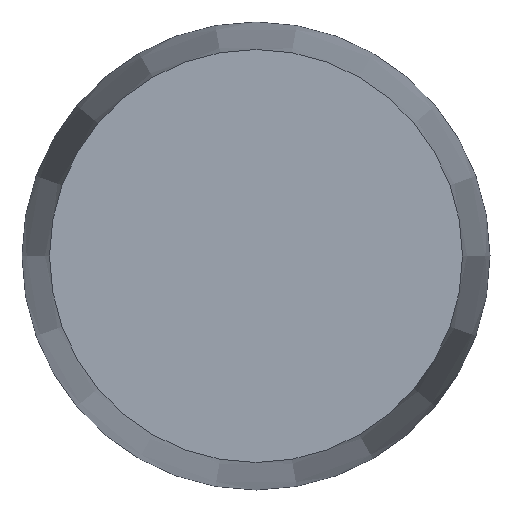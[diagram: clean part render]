
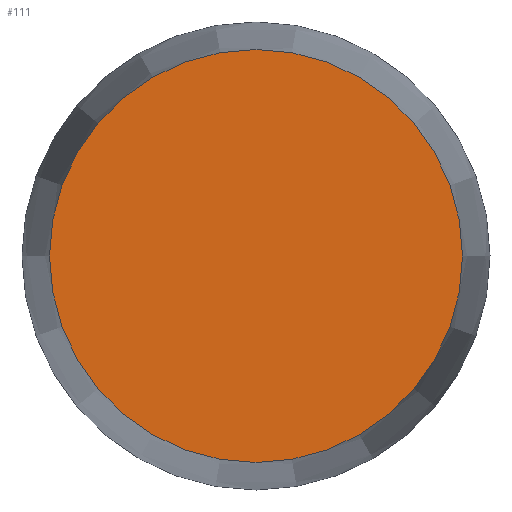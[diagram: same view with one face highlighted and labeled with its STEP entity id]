
A CAD part, left-side view. The second image highlights one B-rep face of the part: STEP entity #111.
In plain terms, the highlighted planar face has unit normal (-1, 0, 0).
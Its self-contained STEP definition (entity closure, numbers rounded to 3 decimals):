
#34=FACE_OUTER_BOUND('',#46,.T.);
#46=EDGE_LOOP('',(#91));
#62=CIRCLE('',#127,3.75);
#71=VERTEX_POINT('',#190);
#80=EDGE_CURVE('',#71,#71,#62,.T.);
#91=ORIENTED_EDGE('',*,*,#80,.F.);
#106=PLANE('',#126);
#111=ADVANCED_FACE('',(#34),#106,.T.);
#126=AXIS2_PLACEMENT_3D('',#189,#153,#154);
#127=AXIS2_PLACEMENT_3D('',#191,#155,#156);
#153=DIRECTION('center_axis',(-1.,0.,0.));
#154=DIRECTION('ref_axis',(0.,0.,1.));
#155=DIRECTION('center_axis',(1.,0.,0.));
#156=DIRECTION('ref_axis',(0.,0.,-1.));
#189=CARTESIAN_POINT('Origin',(-21.3,3.75,0.));
#190=CARTESIAN_POINT('',(-21.3,3.75,0.));
#191=CARTESIAN_POINT('Origin',(-21.3,0.,0.));
